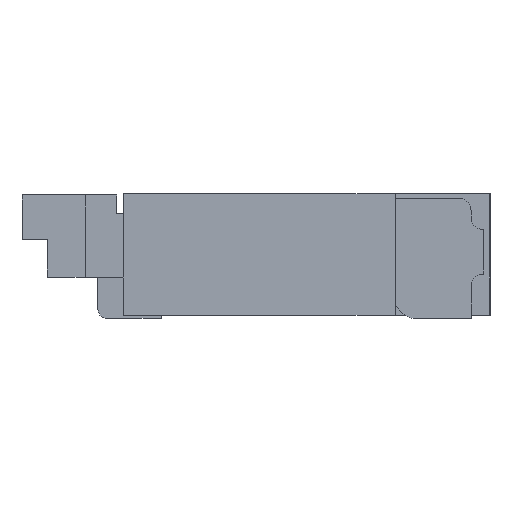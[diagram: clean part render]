
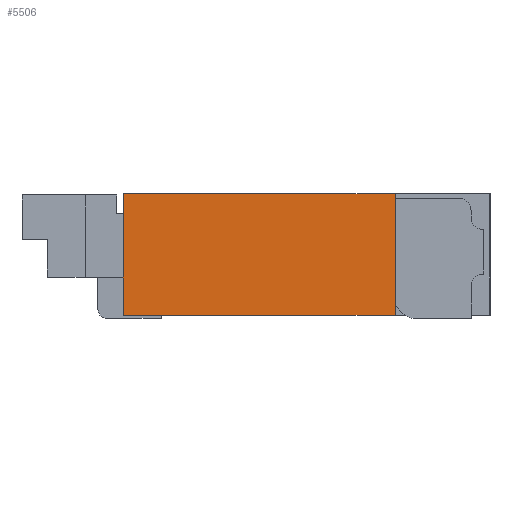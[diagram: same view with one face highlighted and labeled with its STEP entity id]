
A CAD part, left-side view. The second image highlights one B-rep face of the part: STEP entity #5506.
In plain terms, the highlighted planar face has unit normal (-1, 0, 0).
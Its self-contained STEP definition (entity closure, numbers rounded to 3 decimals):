
#5506=ADVANCED_FACE('',(#8830),#8831,.T.);
#8830=FACE_OUTER_BOUND('',#18092,.T.);
#8831=PLANE('',#18093);
#18092=EDGE_LOOP('',(#24124,#24125,#24126,#24127));
#18093=AXIS2_PLACEMENT_3D('',#24128,#24129,#24130);
#24124=ORIENTED_EDGE('',*,*,#33690,.F.);
#24125=ORIENTED_EDGE('',*,*,#33672,.T.);
#24126=ORIENTED_EDGE('',*,*,#33702,.T.);
#24127=ORIENTED_EDGE('',*,*,#33733,.T.);
#24128=CARTESIAN_POINT('',(-7.0,0.0,0.0));
#24129=DIRECTION('',(-1.0,0.0,0.0));
#24130=DIRECTION('',(0.0,0.0,1.0));
#33672=EDGE_CURVE('',#42872,#42870,#42873,.T.);
#33690=EDGE_CURVE('',#42872,#42902,#42903,.T.);
#33702=EDGE_CURVE('',#42870,#42922,#42924,.T.);
#33733=EDGE_CURVE('',#42922,#42902,#42973,.T.);
#42870=VERTEX_POINT('',#50783);
#42872=VERTEX_POINT('',#50786);
#42873=LINE('',#50787,#50788);
#42902=VERTEX_POINT('',#50834);
#42903=LINE('',#50835,#50836);
#42922=VERTEX_POINT('',#50865);
#42924=LINE('',#50868,#50869);
#42973=LINE('',#50948,#50949);
#50783=CARTESIAN_POINT('',(-7.0,1.45,0.48));
#50786=CARTESIAN_POINT('',(-7.0,-0.7,0.48));
#50787=CARTESIAN_POINT('',(-7.0,-1.45,0.48));
#50788=VECTOR('',#54395,1000.0);
#50834=CARTESIAN_POINT('',(-7.0,-0.7,-0.48));
#50835=CARTESIAN_POINT('',(-7.0,-0.7,0.));
#50836=VECTOR('',#54413,1000.0);
#50865=CARTESIAN_POINT('',(-7.0,1.45,-0.48));
#50868=CARTESIAN_POINT('',(-7.0,1.45,0.48));
#50869=VECTOR('',#54425,1000.0);
#50948=CARTESIAN_POINT('',(-7.0,1.45,-0.48));
#50949=VECTOR('',#54456,1000.0);
#54395=DIRECTION('',(0.0,1.0,0.));
#54413=DIRECTION('',(0.0,0.,-1.0));
#54425=DIRECTION('',(0.0,0.,-1.0));
#54456=DIRECTION('',(0.0,-1.0,0.));
